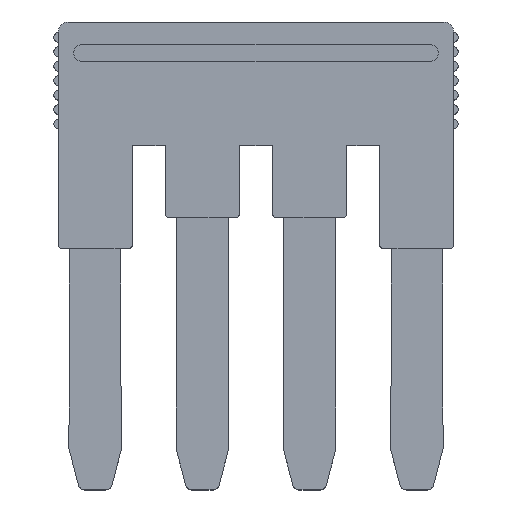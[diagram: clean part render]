
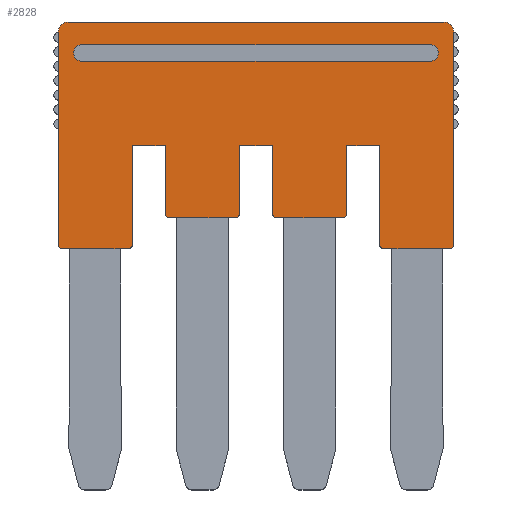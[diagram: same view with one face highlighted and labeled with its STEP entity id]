
A CAD part, top view. The second image highlights one B-rep face of the part: STEP entity #2828.
In plain terms, the highlighted planar face has unit normal (0, 0, 1).
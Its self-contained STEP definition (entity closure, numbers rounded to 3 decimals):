
#638=CARTESIAN_POINT('',(-9.4,-15.299,1.5));
#639=DIRECTION('',(0.,0.,1.));
#640=DIRECTION('',(-1.,0.,0.));
#641=AXIS2_PLACEMENT_3D('',#638,#639,#640);
#643=DIRECTION('',(0.,-1.,0.));
#644=VECTOR('',#643,10.3);
#645=CARTESIAN_POINT('',(-9.6,-4.999,1.5));
#646=LINE('',#645,#644);
#647=CARTESIAN_POINT('',(-9.1,-4.999,1.5));
#648=DIRECTION('',(0.,0.,1.));
#649=DIRECTION('',(0.,1.,0.));
#650=AXIS2_PLACEMENT_3D('',#647,#648,#649);
#652=DIRECTION('',(-1.,0.,0.));
#653=VECTOR('',#652,18.2);
#654=CARTESIAN_POINT('',(9.1,-4.499,1.5));
#655=LINE('',#654,#653);
#656=CARTESIAN_POINT('',(9.1,-4.999,1.5));
#657=DIRECTION('',(0.,0.,1.));
#658=DIRECTION('',(1.,0.,0.));
#659=AXIS2_PLACEMENT_3D('',#656,#657,#658);
#661=DIRECTION('',(0.,1.,0.));
#662=VECTOR('',#661,10.3);
#663=CARTESIAN_POINT('',(9.6,-15.299,1.5));
#664=LINE('',#663,#662);
#665=CARTESIAN_POINT('',(9.4,-15.299,1.5));
#666=DIRECTION('',(0.,0.,1.));
#667=DIRECTION('',(0.,-1.,0.));
#668=AXIS2_PLACEMENT_3D('',#665,#666,#667);
#670=DIRECTION('',(1.,0.,0.));
#671=VECTOR('',#670,3.2);
#672=CARTESIAN_POINT('',(6.2,-15.499,1.5));
#673=LINE('',#672,#671);
#674=CARTESIAN_POINT('',(6.2,-15.299,1.5));
#675=DIRECTION('',(0.,0.,1.));
#676=DIRECTION('',(-1.,0.,0.));
#677=AXIS2_PLACEMENT_3D('',#674,#675,#676);
#679=DIRECTION('',(0.,-1.,0.));
#680=VECTOR('',#679,4.8);
#681=CARTESIAN_POINT('',(6.,-10.499,1.5));
#682=LINE('',#681,#680);
#683=DIRECTION('',(1.,0.,0.));
#684=VECTOR('',#683,1.6);
#685=CARTESIAN_POINT('',(4.4,-10.499,1.5));
#686=LINE('',#685,#684);
#687=DIRECTION('',(0.,1.,0.));
#688=VECTOR('',#687,3.3);
#689=CARTESIAN_POINT('',(4.4,-13.799,1.5));
#690=LINE('',#689,#688);
#691=CARTESIAN_POINT('',(4.2,-13.799,1.5));
#692=DIRECTION('',(0.,0.,1.));
#693=DIRECTION('',(0.,-1.,0.));
#694=AXIS2_PLACEMENT_3D('',#691,#692,#693);
#696=DIRECTION('',(1.,0.,0.));
#697=VECTOR('',#696,3.2);
#698=CARTESIAN_POINT('',(1.,-13.999,1.5));
#699=LINE('',#698,#697);
#700=CARTESIAN_POINT('',(1.,-13.799,1.5));
#701=DIRECTION('',(0.,0.,1.));
#702=DIRECTION('',(-1.,0.,0.));
#703=AXIS2_PLACEMENT_3D('',#700,#701,#702);
#705=DIRECTION('',(0.,-1.,0.));
#706=VECTOR('',#705,3.3);
#707=CARTESIAN_POINT('',(0.8,-10.499,1.5));
#708=LINE('',#707,#706);
#709=DIRECTION('',(1.,0.,0.));
#710=VECTOR('',#709,1.6);
#711=CARTESIAN_POINT('',(-0.8,-10.499,1.5));
#712=LINE('',#711,#710);
#713=DIRECTION('',(0.,1.,0.));
#714=VECTOR('',#713,3.3);
#715=CARTESIAN_POINT('',(-0.8,-13.799,1.5));
#716=LINE('',#715,#714);
#717=CARTESIAN_POINT('',(-1.,-13.799,1.5));
#718=DIRECTION('',(0.,0.,1.));
#719=DIRECTION('',(0.,-1.,0.));
#720=AXIS2_PLACEMENT_3D('',#717,#718,#719);
#722=DIRECTION('',(1.,0.,0.));
#723=VECTOR('',#722,3.2);
#724=CARTESIAN_POINT('',(-4.2,-13.999,1.5));
#725=LINE('',#724,#723);
#726=CARTESIAN_POINT('',(-4.2,-13.799,1.5));
#727=DIRECTION('',(0.,0.,1.));
#728=DIRECTION('',(-1.,0.,0.));
#729=AXIS2_PLACEMENT_3D('',#726,#727,#728);
#731=DIRECTION('',(0.,-1.,0.));
#732=VECTOR('',#731,3.3);
#733=CARTESIAN_POINT('',(-4.4,-10.499,1.5));
#734=LINE('',#733,#732);
#735=DIRECTION('',(1.,0.,0.));
#736=VECTOR('',#735,1.6);
#737=CARTESIAN_POINT('',(-6.,-10.499,1.5));
#738=LINE('',#737,#736);
#739=DIRECTION('',(0.,1.,0.));
#740=VECTOR('',#739,4.8);
#741=CARTESIAN_POINT('',(-6.,-15.299,1.5));
#742=LINE('',#741,#740);
#743=CARTESIAN_POINT('',(-6.2,-15.299,1.5));
#744=DIRECTION('',(0.,0.,1.));
#745=DIRECTION('',(0.,-1.,0.));
#746=AXIS2_PLACEMENT_3D('',#743,#744,#745);
#748=DIRECTION('',(1.,0.,0.));
#749=VECTOR('',#748,3.2);
#750=CARTESIAN_POINT('',(-9.4,-15.499,1.5));
#751=LINE('',#750,#749);
#752=CARTESIAN_POINT('',(-8.45,-5.999,1.5));
#753=DIRECTION('',(0.,0.,1.));
#754=DIRECTION('',(0.,1.,0.));
#755=AXIS2_PLACEMENT_3D('',#752,#753,#754);
#757=DIRECTION('',(1.,0.,0.));
#758=VECTOR('',#757,16.9);
#759=CARTESIAN_POINT('',(-8.45,-6.399,1.5));
#760=LINE('',#759,#758);
#761=CARTESIAN_POINT('',(8.45,-5.999,1.5));
#762=DIRECTION('',(0.,0.,1.));
#763=DIRECTION('',(0.,-1.,0.));
#764=AXIS2_PLACEMENT_3D('',#761,#762,#763);
#766=DIRECTION('',(-1.,0.,0.));
#767=VECTOR('',#766,16.9);
#768=CARTESIAN_POINT('',(8.45,-5.599,1.5));
#769=LINE('',#768,#767);
#1453=CARTESIAN_POINT('',(-9.6,-15.299,1.5));
#1454=CARTESIAN_POINT('',(-9.4,-15.499,1.5));
#1455=VERTEX_POINT('',#1453);
#1456=VERTEX_POINT('',#1454);
#1457=CARTESIAN_POINT('',(-6.2,-15.499,1.5));
#1458=VERTEX_POINT('',#1457);
#1459=CARTESIAN_POINT('',(-6.,-15.299,1.5));
#1460=VERTEX_POINT('',#1459);
#1461=CARTESIAN_POINT('',(-6.,-10.499,1.5));
#1462=VERTEX_POINT('',#1461);
#1463=CARTESIAN_POINT('',(-4.4,-10.499,1.5));
#1464=VERTEX_POINT('',#1463);
#1465=CARTESIAN_POINT('',(-4.4,-13.799,1.5));
#1466=VERTEX_POINT('',#1465);
#1467=CARTESIAN_POINT('',(-4.2,-13.999,1.5));
#1468=VERTEX_POINT('',#1467);
#1469=CARTESIAN_POINT('',(-1.,-13.999,1.5));
#1470=VERTEX_POINT('',#1469);
#1471=CARTESIAN_POINT('',(-0.8,-13.799,1.5));
#1472=VERTEX_POINT('',#1471);
#1473=CARTESIAN_POINT('',(-0.8,-10.499,1.5));
#1474=VERTEX_POINT('',#1473);
#1475=CARTESIAN_POINT('',(0.8,-10.499,1.5));
#1476=VERTEX_POINT('',#1475);
#1477=CARTESIAN_POINT('',(0.8,-13.799,1.5));
#1478=VERTEX_POINT('',#1477);
#1479=CARTESIAN_POINT('',(1.,-13.999,1.5));
#1480=VERTEX_POINT('',#1479);
#1481=CARTESIAN_POINT('',(4.2,-13.999,1.5));
#1482=VERTEX_POINT('',#1481);
#1483=CARTESIAN_POINT('',(4.4,-13.799,1.5));
#1484=VERTEX_POINT('',#1483);
#1485=CARTESIAN_POINT('',(4.4,-10.499,1.5));
#1486=VERTEX_POINT('',#1485);
#1487=CARTESIAN_POINT('',(6.,-10.499,1.5));
#1488=VERTEX_POINT('',#1487);
#1489=CARTESIAN_POINT('',(6.,-15.299,1.5));
#1490=VERTEX_POINT('',#1489);
#1491=CARTESIAN_POINT('',(6.2,-15.499,1.5));
#1492=VERTEX_POINT('',#1491);
#1493=CARTESIAN_POINT('',(9.4,-15.499,1.5));
#1494=VERTEX_POINT('',#1493);
#1495=CARTESIAN_POINT('',(9.6,-15.299,1.5));
#1496=VERTEX_POINT('',#1495);
#1497=CARTESIAN_POINT('',(9.6,-4.999,1.5));
#1498=VERTEX_POINT('',#1497);
#1499=CARTESIAN_POINT('',(9.1,-4.499,1.5));
#1500=VERTEX_POINT('',#1499);
#1501=CARTESIAN_POINT('',(-9.1,-4.499,1.5));
#1502=VERTEX_POINT('',#1501);
#1503=CARTESIAN_POINT('',(-9.6,-4.999,1.5));
#1504=VERTEX_POINT('',#1503);
#1817=CARTESIAN_POINT('',(-8.45,-5.599,1.5));
#1818=CARTESIAN_POINT('',(-8.45,-6.399,1.5));
#1819=VERTEX_POINT('',#1817);
#1820=VERTEX_POINT('',#1818);
#1821=CARTESIAN_POINT('',(8.45,-6.399,1.5));
#1822=VERTEX_POINT('',#1821);
#1823=CARTESIAN_POINT('',(8.45,-5.599,1.5));
#1824=VERTEX_POINT('',#1823);
#2785=CARTESIAN_POINT('',(0.,0.,1.5));
#2786=DIRECTION('',(0.,0.,1.));
#2787=DIRECTION('',(1.,0.,0.));
#2788=AXIS2_PLACEMENT_3D('',#2785,#2786,#2787);
#2789=PLANE('',#2788);
#2790=ORIENTED_EDGE('',*,*,#1919,.F.);
#2791=ORIENTED_EDGE('',*,*,#1939,.F.);
#2792=ORIENTED_EDGE('',*,*,#2109,.F.);
#2793=ORIENTED_EDGE('',*,*,#2123,.F.);
#2794=ORIENTED_EDGE('',*,*,#2138,.F.);
#2795=ORIENTED_EDGE('',*,*,#2173,.F.);
#2796=ORIENTED_EDGE('',*,*,#2474,.F.);
#2797=ORIENTED_EDGE('',*,*,#2488,.F.);
#2798=ORIENTED_EDGE('',*,*,#2512,.F.);
#2799=ORIENTED_EDGE('',*,*,#2526,.F.);
#2800=ORIENTED_EDGE('',*,*,#2540,.F.);
#2801=ORIENTED_EDGE('',*,*,#2554,.F.);
#2802=ORIENTED_EDGE('',*,*,#2568,.F.);
#2803=ORIENTED_EDGE('',*,*,#2582,.F.);
#2804=ORIENTED_EDGE('',*,*,#2606,.F.);
#2805=ORIENTED_EDGE('',*,*,#2620,.F.);
#2806=ORIENTED_EDGE('',*,*,#2634,.F.);
#2807=ORIENTED_EDGE('',*,*,#2648,.F.);
#2808=ORIENTED_EDGE('',*,*,#2662,.F.);
#2809=ORIENTED_EDGE('',*,*,#2676,.F.);
#2810=ORIENTED_EDGE('',*,*,#2700,.F.);
#2811=ORIENTED_EDGE('',*,*,#2714,.F.);
#2812=ORIENTED_EDGE('',*,*,#2728,.F.);
#2813=ORIENTED_EDGE('',*,*,#2742,.F.);
#2814=ORIENTED_EDGE('',*,*,#2756,.F.);
#2815=ORIENTED_EDGE('',*,*,#2769,.F.);
#2816=EDGE_LOOP('',(#2790,#2791,#2792,#2793,#2794,#2795,#2796,#2797,#2798,#2799,
#2800,#2801,#2802,#2803,#2804,#2805,#2806,#2807,#2808,#2809,#2810,#2811,#2812,
#2813,#2814,#2815));
#2817=FACE_OUTER_BOUND('',#2816,.F.);
#2819=ORIENTED_EDGE('',*,*,#2818,.T.);
#2821=ORIENTED_EDGE('',*,*,#2820,.T.);
#2823=ORIENTED_EDGE('',*,*,#2822,.T.);
#2825=ORIENTED_EDGE('',*,*,#2824,.T.);
#2826=EDGE_LOOP('',(#2819,#2821,#2823,#2825));
#2827=FACE_BOUND('',#2826,.F.);
#2828=ADVANCED_FACE('',(#2817,#2827),#2789,.T.);
#642=CIRCLE('',#641,0.2);
#651=CIRCLE('',#650,0.5);
#660=CIRCLE('',#659,0.5);
#669=CIRCLE('',#668,0.2);
#678=CIRCLE('',#677,0.2);
#695=CIRCLE('',#694,0.2);
#704=CIRCLE('',#703,0.2);
#721=CIRCLE('',#720,0.2);
#730=CIRCLE('',#729,0.2);
#747=CIRCLE('',#746,0.2);
#756=CIRCLE('',#755,0.4);
#765=CIRCLE('',#764,0.4);
#1919=EDGE_CURVE('',#1455,#1456,#642,.T.);
#1939=EDGE_CURVE('',#1504,#1455,#646,.T.);
#2109=EDGE_CURVE('',#1502,#1504,#651,.T.);
#2123=EDGE_CURVE('',#1500,#1502,#655,.T.);
#2138=EDGE_CURVE('',#1498,#1500,#660,.T.);
#2173=EDGE_CURVE('',#1496,#1498,#664,.T.);
#2474=EDGE_CURVE('',#1494,#1496,#669,.T.);
#2488=EDGE_CURVE('',#1492,#1494,#673,.T.);
#2512=EDGE_CURVE('',#1490,#1492,#678,.T.);
#2526=EDGE_CURVE('',#1488,#1490,#682,.T.);
#2540=EDGE_CURVE('',#1486,#1488,#686,.T.);
#2554=EDGE_CURVE('',#1484,#1486,#690,.T.);
#2568=EDGE_CURVE('',#1482,#1484,#695,.T.);
#2582=EDGE_CURVE('',#1480,#1482,#699,.T.);
#2606=EDGE_CURVE('',#1478,#1480,#704,.T.);
#2620=EDGE_CURVE('',#1476,#1478,#708,.T.);
#2634=EDGE_CURVE('',#1474,#1476,#712,.T.);
#2648=EDGE_CURVE('',#1472,#1474,#716,.T.);
#2662=EDGE_CURVE('',#1470,#1472,#721,.T.);
#2676=EDGE_CURVE('',#1468,#1470,#725,.T.);
#2700=EDGE_CURVE('',#1466,#1468,#730,.T.);
#2714=EDGE_CURVE('',#1464,#1466,#734,.T.);
#2728=EDGE_CURVE('',#1462,#1464,#738,.T.);
#2742=EDGE_CURVE('',#1460,#1462,#742,.T.);
#2756=EDGE_CURVE('',#1458,#1460,#747,.T.);
#2769=EDGE_CURVE('',#1456,#1458,#751,.T.);
#2818=EDGE_CURVE('',#1819,#1820,#756,.T.);
#2820=EDGE_CURVE('',#1820,#1822,#760,.T.);
#2822=EDGE_CURVE('',#1822,#1824,#765,.T.);
#2824=EDGE_CURVE('',#1824,#1819,#769,.T.);
